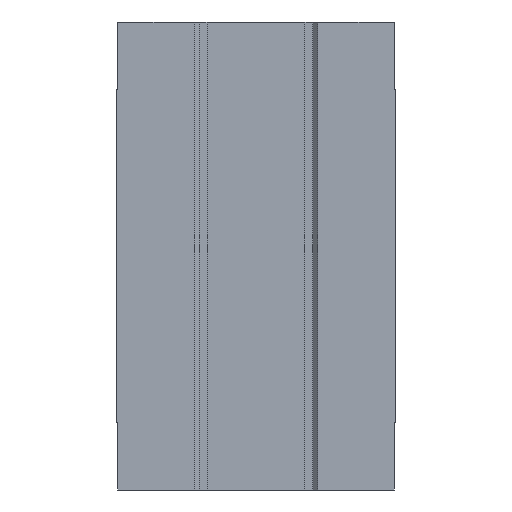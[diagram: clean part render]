
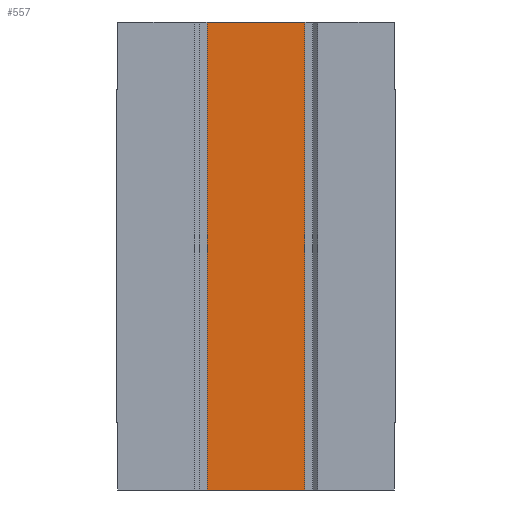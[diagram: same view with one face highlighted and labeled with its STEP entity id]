
A CAD part, front view. The second image highlights one B-rep face of the part: STEP entity #557.
In plain terms, the highlighted planar face has unit normal (0, -1, 0).
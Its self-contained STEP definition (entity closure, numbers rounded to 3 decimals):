
#128 = CARTESIAN_POINT ( 'NONE',  ( 5.5, 9.3, -22.7 ) ) ;
#143 = DIRECTION ( 'NONE',  ( -1., 0., 0. ) ) ;
#181 = FACE_OUTER_BOUND ( 'NONE', #717, .T. ) ;
#183 = VECTOR ( 'NONE', #697, 1000. ) ;
#204 = EDGE_CURVE ( 'NONE', #815, #1671, #1507, .T. ) ;
#307 = PLANE ( 'NONE',  #1516 ) ;
#329 = CARTESIAN_POINT ( 'NONE',  ( 5.5, 9.3, -22.7 ) ) ;
#333 = DIRECTION ( 'NONE',  ( -1., 0., 0. ) ) ;
#385 = ORIENTED_EDGE ( 'NONE', *, *, #1354, .F. ) ;
#394 = DIRECTION ( 'NONE',  ( 0., 0., -1. ) ) ;
#427 = CARTESIAN_POINT ( 'NONE',  ( 5.5, 9.3, 16.2 ) ) ;
#463 = VECTOR ( 'NONE', #143, 1000. ) ;
#542 = VERTEX_POINT ( 'NONE', #1428 ) ;
#557 = ADVANCED_FACE ( 'NONE', ( #181 ), #307, .F. ) ;
#609 = ORIENTED_EDGE ( 'NONE', *, *, #843, .F. ) ;
#664 = LINE ( 'NONE', #128, #463 ) ;
#672 = ORIENTED_EDGE ( 'NONE', *, *, #688, .F. ) ;
#688 = EDGE_CURVE ( 'NONE', #815, #542, #925, .T. ) ;
#697 = DIRECTION ( 'NONE',  ( 0., 0., -1. ) ) ;
#717 = EDGE_LOOP ( 'NONE', ( #1266, #609, #385, #672 ) ) ;
#751 = DIRECTION ( 'NONE',  ( 0., 1., 0. ) ) ;
#768 = CARTESIAN_POINT ( 'NONE',  ( -5.5, 9.3, 22.7 ) ) ;
#815 = VERTEX_POINT ( 'NONE', #1344 ) ;
#843 = EDGE_CURVE ( 'NONE', #1402, #1671, #664, .T. ) ;
#855 = VECTOR ( 'NONE', #394, 1000. ) ;
#860 = CARTESIAN_POINT ( 'NONE',  ( 5.5, 9.3, 16.2 ) ) ;
#899 = DIRECTION ( 'NONE',  ( 1., 0., 0. ) ) ;
#925 = LINE ( 'NONE', #768, #1029 ) ;
#1029 = VECTOR ( 'NONE', #899, 1000. ) ;
#1078 = CARTESIAN_POINT ( 'NONE',  ( -5.5, 9.3, -22.7 ) ) ;
#1266 = ORIENTED_EDGE ( 'NONE', *, *, #204, .T. ) ;
#1344 = CARTESIAN_POINT ( 'NONE',  ( -5.5, 9.3, 22.7 ) ) ;
#1354 = EDGE_CURVE ( 'NONE', #542, #1402, #1546, .T. ) ;
#1402 = VERTEX_POINT ( 'NONE', #329 ) ;
#1428 = CARTESIAN_POINT ( 'NONE',  ( 5.5, 9.3, 22.7 ) ) ;
#1507 = LINE ( 'NONE', #1656, #855 ) ;
#1516 = AXIS2_PLACEMENT_3D ( 'NONE', #860, #751, #333 ) ;
#1546 = LINE ( 'NONE', #427, #183 ) ;
#1656 = CARTESIAN_POINT ( 'NONE',  ( -5.5, 9.3, 16.2 ) ) ;
#1671 = VERTEX_POINT ( 'NONE', #1078 ) ;
